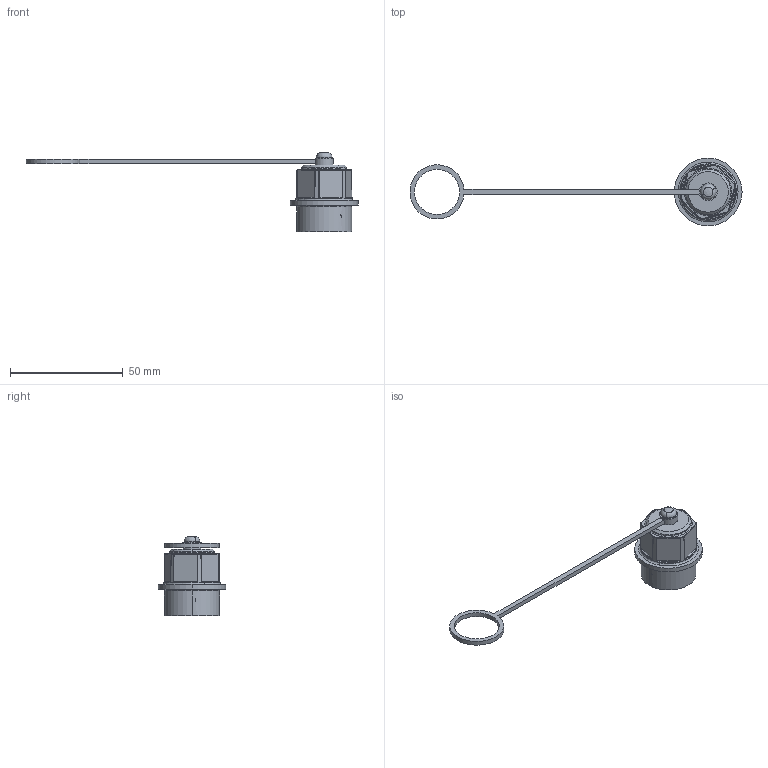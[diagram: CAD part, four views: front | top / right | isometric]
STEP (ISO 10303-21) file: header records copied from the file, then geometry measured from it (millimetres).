
FILE_DESCRIPTION (( 'STEP AP214' ), '1' );
FILE_NAME ('h80030A0000H50.STEP', '2010-05-04T08:04:39', ( 'ew_administrator' ), ( '' ), 'SwSTEP 2.0', 'SolidWorks 2010', '' );
FILE_SCHEMA (( 'AUTOMOTIVE_DESIGN' ));
Length unit declared in the file: millimetre
Products named in the file (1): h80030A0000H50
Bounding box: 146.95 x 30 x 35.15 mm (x, y, z)
Volume: 8802.5 mm3; surface area: 6665.5 mm2
Topology: 1 solids, 1 shells, 206 faces, 509 edges, 305 vertices
Faces by surface type: bspline 97, cylinder 56, plane 44, cone 7, torus 2
Entity records: 11621 total; most frequent: CARTESIAN_POINT 5228, ORIENTED_EDGE 1000, DIRECTION 649, EDGE_CURVE 500, VERTEX_POINT 305, AXIS2_PLACEMENT_3D 258, EDGE_LOOP 217, UNCERTAINTY_MEASURE_WITH_UNIT 208
